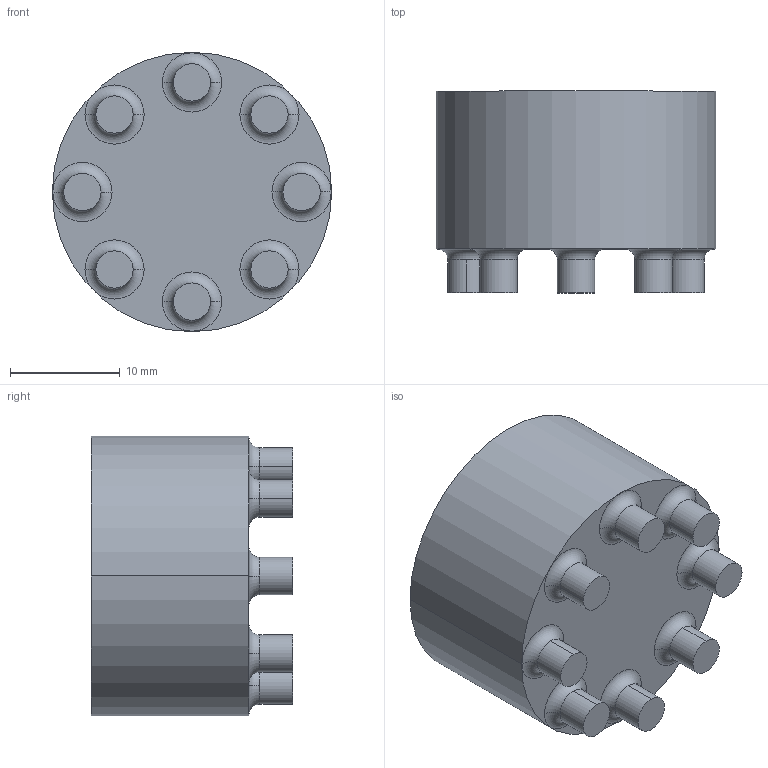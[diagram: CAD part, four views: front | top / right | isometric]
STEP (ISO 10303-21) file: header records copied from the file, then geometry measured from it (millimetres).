
FILE_DESCRIPTION (( 'STEP AP214' ), '1' );
FILE_NAME ('8capretainer.STEP', '2025-05-27T18:40:18', ( '' ), ( '' ), 'SwSTEP 2.0', 'SolidWorks 2025', '' );
FILE_SCHEMA (( 'AUTOMOTIVE_DESIGN' ));
Length unit declared in the file: millimetre
Products named in the file (1): 8capretainer
Bounding box: 25.5 x 18.4 x 25.5 mm (x, y, z)
Volume: 5383.8 mm3; surface area: 3034.7 mm2
Topology: 1 solids, 1 shells, 49 faces, 104 edges, 66 vertices
Faces by surface type: cylinder 20, torus 18, plane 11
Entity records: 1385 total; most frequent: DIRECTION 288, CARTESIAN_POINT 220, ORIENTED_EDGE 208, AXIS2_PLACEMENT_3D 134, EDGE_CURVE 104, CIRCLE 84, VERTEX_POINT 66, EDGE_LOOP 58
